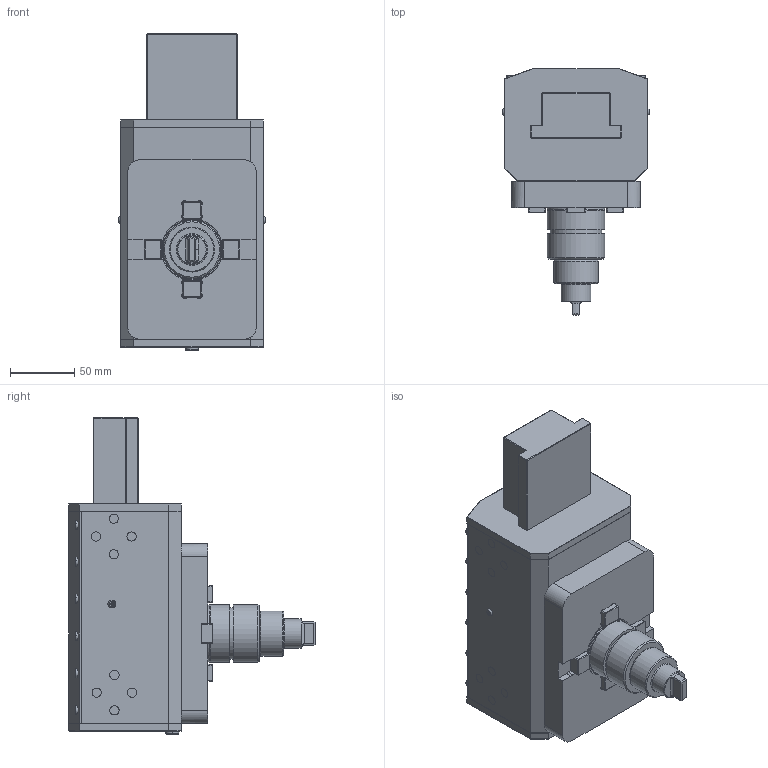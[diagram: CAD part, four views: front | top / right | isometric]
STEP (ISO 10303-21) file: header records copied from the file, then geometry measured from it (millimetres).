
FILE_DESCRIPTION (( 'STEP AP214' ), '1' );
FILE_NAME ('RRPSTRH65131UT45P.STEP', '2025-11-20T14:34:07', ( '' ), ( '' ), 'SwSTEP 2.0', 'SolidWorks 2023', '' );
FILE_SCHEMA (( 'AUTOMOTIVE_DESIGN' ));
Length unit declared in the file: millimetre
Products named in the file (1): RRPSTRH65131UT45P
Bounding box: 114.6 x 191.7 x 246.47 mm (x, y, z)
Volume: 2179020.5 mm3; surface area: 140545.5 mm2
Topology: 1 solids, 1 shells, 770 faces, 1994 edges, 1290 vertices
Faces by surface type: plane 512, cylinder 114, bspline 93, torus 32, cone 15, sphere 4
Full cylindrical faces by diameter (mm): 1.7 x1, 2.1 x1, 6.366 x1, 23 x1, 35 x1, 40.2 x1, 44.6 x1, 45 x2
Entity records: 32032 total; most frequent: CARTESIAN_POINT 10248, ORIENTED_EDGE 3944, DIRECTION 3267, EDGE_CURVE 1972, LINE 1375, VECTOR 1375, VERTEX_POINT 1287, AXIS2_PLACEMENT_3D 946
